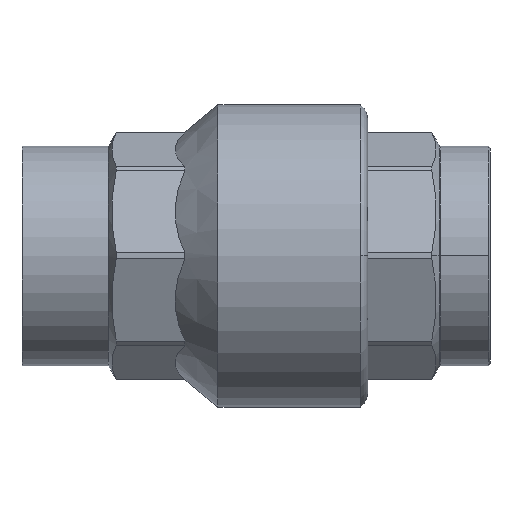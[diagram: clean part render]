
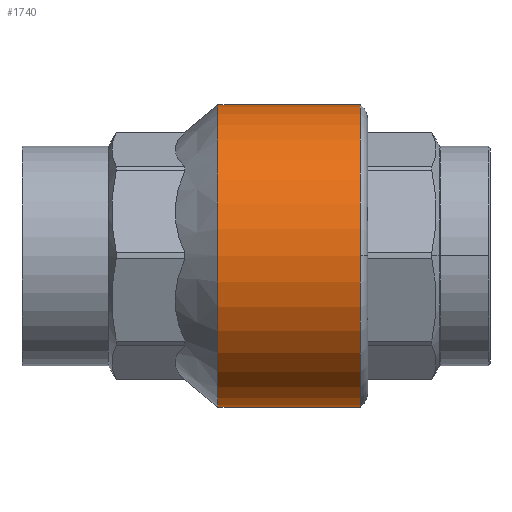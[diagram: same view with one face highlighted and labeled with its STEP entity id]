
A CAD part, top view. The second image highlights one B-rep face of the part: STEP entity #1740.
In plain terms, the highlighted cylindrical face has radius 21 mm (diameter 42 mm), a partial arc.
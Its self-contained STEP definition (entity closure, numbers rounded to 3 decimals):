
#1290=CARTESIAN_POINT('',(-10.398,0.,
0.));
#1300=DIRECTION('',(1.,0.,0.));
#1310=DIRECTION('',(0.,-1.,0.));
#1320=AXIS2_PLACEMENT_3D('',#1290,#1300,#1310);
#1330=CYLINDRICAL_SURFACE('',#1320,21.);
#1340=CARTESIAN_POINT('',(-10.398,21.,0.));
#1350=DIRECTION('',(1.,0.,0.));
#1360=VECTOR('',#1350,1.);
#1370=LINE('',#1340,#1360);
#1380=CARTESIAN_POINT('',(-19.78,21.,0.));
#1390=VERTEX_POINT('',#1380);
#1400=CARTESIAN_POINT('',(0.,21.,0.)
);
#1410=VERTEX_POINT('',#1400);
#1420=EDGE_CURVE('',#1390,#1410,#1370,.T.);
#1430=ORIENTED_EDGE('',*,*,#1420,.F.);
#1440=CARTESIAN_POINT('',(0.,0.,
0.));
#1450=DIRECTION('',(1.,0.,0.));
#1460=DIRECTION('',(0.,0.,1.));
#1470=AXIS2_PLACEMENT_3D('',#1440,#1450,#1460);
#1480=CIRCLE('',#1470,21.);
#1490=CARTESIAN_POINT('',(0.,0.,21.)
);
#1500=VERTEX_POINT('',#1490);
#1510=EDGE_CURVE('',#1410,#1500,#1480,.T.);
#1520=ORIENTED_EDGE('',*,*,#1510,.F.);
#1530=CARTESIAN_POINT('',(0.,-21.,
0.));
#1540=VERTEX_POINT('',#1530);
#1550=EDGE_CURVE('',#1500,#1540,#1480,.T.);
#1560=ORIENTED_EDGE('',*,*,#1550,.F.);
#1570=CARTESIAN_POINT('',(-10.398,-21.,0.));
#1580=DIRECTION('',(1.,0.,0.));
#1590=VECTOR('',#1580,1.);
#1600=LINE('',#1570,#1590);
#1610=CARTESIAN_POINT('',(-19.78,-21.,0.))
;
#1620=VERTEX_POINT('',#1610);
#1630=EDGE_CURVE('',#1620,#1540,#1600,.T.);
#1640=ORIENTED_EDGE('',*,*,#1630,.T.);
#1650=CARTESIAN_POINT('',(-19.78,0.,
0.));
#1660=DIRECTION('',(1.,0.,0.));
#1670=DIRECTION('',(0.,-1.,0.));
#1680=AXIS2_PLACEMENT_3D('',#1650,#1660,#1670);
#1690=CIRCLE('',#1680,21.);
#1700=EDGE_CURVE('',#1390,#1620,#1690,.T.);
#1710=ORIENTED_EDGE('',*,*,#1700,.T.);
#1720=EDGE_LOOP('',(#1710,#1640,#1560,#1520,#1430));
#1730=FACE_OUTER_BOUND('',#1720,.T.);
#1740=ADVANCED_FACE('',(#1730),#1330,.T.);
